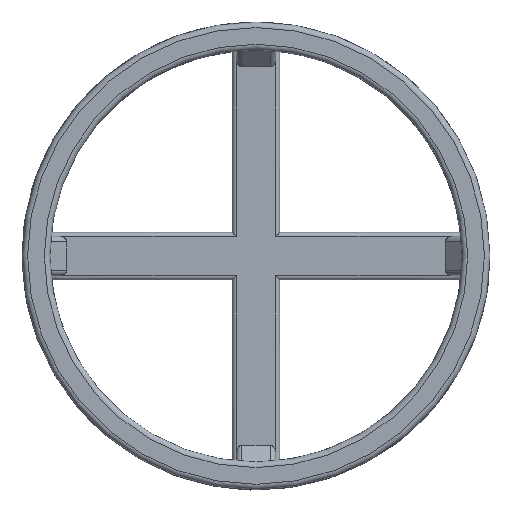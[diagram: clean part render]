
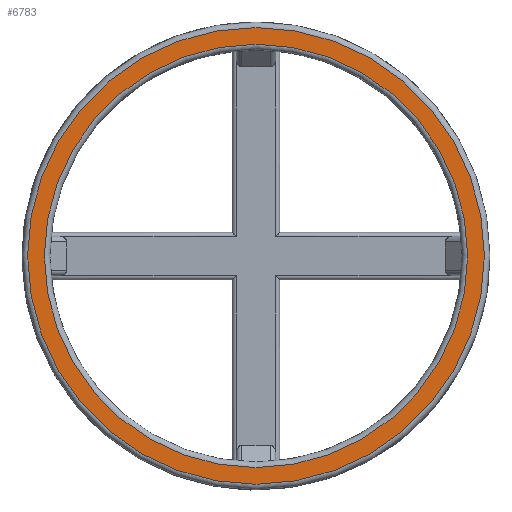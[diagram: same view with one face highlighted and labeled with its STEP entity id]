
A CAD part, top view. The second image highlights one B-rep face of the part: STEP entity #6783.
In plain terms, the highlighted planar face has unit normal (0, 0, 1).
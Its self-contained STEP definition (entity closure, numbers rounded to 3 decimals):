
#3745 = TOROIDAL_SURFACE('',#3746,38.,1.);
#3746 = AXIS2_PLACEMENT_3D('',#3747,#3748,#3749);
#3747 = CARTESIAN_POINT('',(0.,0.,21.));
#3748 = DIRECTION('',(0.,0.,1.));
#3749 = DIRECTION('',(1.,0.,-0.));
#5473 = TOROIDAL_SURFACE('',#5474,41.,1.);
#5474 = AXIS2_PLACEMENT_3D('',#5475,#5476,#5477);
#5475 = CARTESIAN_POINT('',(0.,0.,21.));
#5476 = DIRECTION('',(0.,0.,1.));
#5477 = DIRECTION('',(1.,0.,-0.));
#6601 = VERTEX_POINT('',#6602);
#6602 = CARTESIAN_POINT('',(38.,0.,22.));
#6622 = EDGE_CURVE('',#6601,#6601,#6623,.T.);
#6623 = SURFACE_CURVE('',#6624,(#6629,#6636),.PCURVE_S1.);
#6624 = CIRCLE('',#6625,38.);
#6625 = AXIS2_PLACEMENT_3D('',#6626,#6627,#6628);
#6626 = CARTESIAN_POINT('',(0.,0.,22.));
#6627 = DIRECTION('',(0.,0.,1.));
#6628 = DIRECTION('',(1.,0.,-0.));
#6629 = PCURVE('',#3745,#6630);
#6630 = DEFINITIONAL_REPRESENTATION('',(#6631),#6635);
#6631 = LINE('',#6632,#6633);
#6632 = CARTESIAN_POINT('',(0.,1.571));
#6633 = VECTOR('',#6634,1.);
#6634 = DIRECTION('',(1.,0.));
#6635 = ( GEOMETRIC_REPRESENTATION_CONTEXT(2) 
PARAMETRIC_REPRESENTATION_CONTEXT() REPRESENTATION_CONTEXT('2D SPACE',''
  ) );
#6636 = PCURVE('',#6637,#6642);
#6637 = PLANE('',#6638);
#6638 = AXIS2_PLACEMENT_3D('',#6639,#6640,#6641);
#6639 = CARTESIAN_POINT('',(0.,0.,22.)
  );
#6640 = DIRECTION('',(0.,0.,1.));
#6641 = DIRECTION('',(1.,0.,-0.));
#6642 = DEFINITIONAL_REPRESENTATION('',(#6643),#6647);
#6643 = CIRCLE('',#6644,38.);
#6644 = AXIS2_PLACEMENT_2D('',#6645,#6646);
#6645 = CARTESIAN_POINT('',(0.,0.));
#6646 = DIRECTION('',(1.,0.));
#6647 = ( GEOMETRIC_REPRESENTATION_CONTEXT(2) 
PARAMETRIC_REPRESENTATION_CONTEXT() REPRESENTATION_CONTEXT('2D SPACE',''
  ) );
#6739 = VERTEX_POINT('',#6740);
#6740 = CARTESIAN_POINT('',(41.,0.,22.));
#6762 = EDGE_CURVE('',#6739,#6739,#6763,.T.);
#6763 = SURFACE_CURVE('',#6764,(#6769,#6776),.PCURVE_S1.);
#6764 = CIRCLE('',#6765,41.);
#6765 = AXIS2_PLACEMENT_3D('',#6766,#6767,#6768);
#6766 = CARTESIAN_POINT('',(0.,0.,22.));
#6767 = DIRECTION('',(0.,0.,1.));
#6768 = DIRECTION('',(1.,0.,-0.));
#6769 = PCURVE('',#5473,#6770);
#6770 = DEFINITIONAL_REPRESENTATION('',(#6771),#6775);
#6771 = LINE('',#6772,#6773);
#6772 = CARTESIAN_POINT('',(0.,1.571));
#6773 = VECTOR('',#6774,1.);
#6774 = DIRECTION('',(1.,0.));
#6775 = ( GEOMETRIC_REPRESENTATION_CONTEXT(2) 
PARAMETRIC_REPRESENTATION_CONTEXT() REPRESENTATION_CONTEXT('2D SPACE',''
  ) );
#6776 = PCURVE('',#6637,#6777);
#6777 = DEFINITIONAL_REPRESENTATION('',(#6778),#6782);
#6778 = CIRCLE('',#6779,41.);
#6779 = AXIS2_PLACEMENT_2D('',#6780,#6781);
#6780 = CARTESIAN_POINT('',(0.,0.));
#6781 = DIRECTION('',(1.,0.));
#6782 = ( GEOMETRIC_REPRESENTATION_CONTEXT(2) 
PARAMETRIC_REPRESENTATION_CONTEXT() REPRESENTATION_CONTEXT('2D SPACE',''
  ) );
#6783 = ADVANCED_FACE('',(#6784,#6787),#6637,.T.);
#6784 = FACE_BOUND('',#6785,.T.);
#6785 = EDGE_LOOP('',(#6786));
#6786 = ORIENTED_EDGE('',*,*,#6762,.T.);
#6787 = FACE_BOUND('',#6788,.T.);
#6788 = EDGE_LOOP('',(#6789));
#6789 = ORIENTED_EDGE('',*,*,#6622,.F.);
